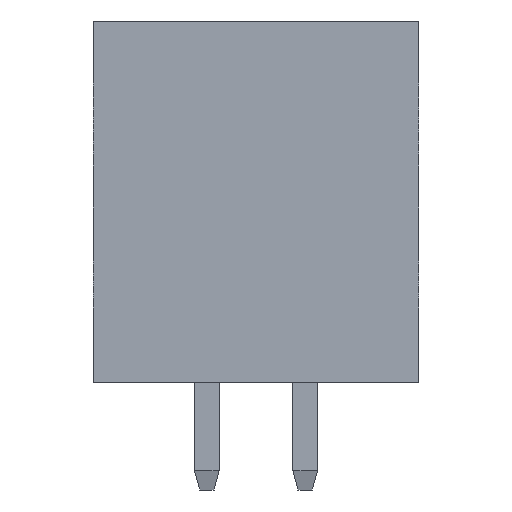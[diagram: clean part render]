
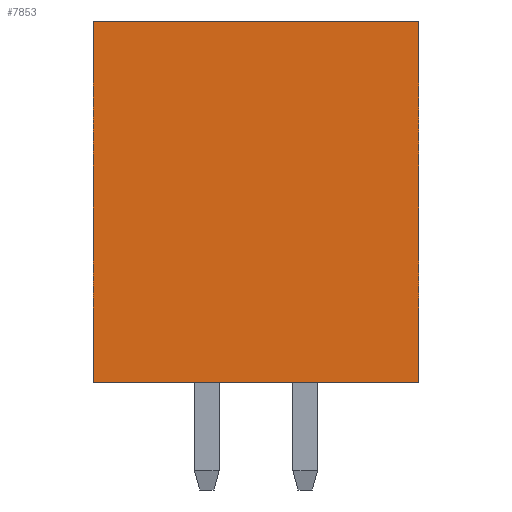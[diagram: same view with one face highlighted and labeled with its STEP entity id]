
A CAD part, left-side view. The second image highlights one B-rep face of the part: STEP entity #7853.
In plain terms, the highlighted planar face has unit normal (-1, 0, 0).
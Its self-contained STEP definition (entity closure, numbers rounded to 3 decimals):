
#154 = ORIENTED_EDGE ( 'NONE', *, *, #6371, .T. ) ;
#258 = VECTOR ( 'NONE', #417, 1000. ) ;
#335 = DIRECTION ( 'NONE',  ( 0., 1., 0. ) ) ;
#417 = DIRECTION ( 'NONE',  ( 0., 0., -1. ) ) ;
#1313 = LINE ( 'NONE', #2762, #3699 ) ;
#1332 = VERTEX_POINT ( 'NONE', #6919 ) ;
#2015 = VERTEX_POINT ( 'NONE', #5561 ) ;
#2524 = LINE ( 'NONE', #5441, #6649 ) ;
#2564 = DIRECTION ( 'NONE',  ( 0., 0., -1. ) ) ;
#2762 = CARTESIAN_POINT ( 'NONE',  ( 0., 8.4, 0. ) ) ;
#2919 = CARTESIAN_POINT ( 'NONE',  ( 0., 8.4, 0. ) ) ;
#3699 = VECTOR ( 'NONE', #5686, 1000. ) ;
#3850 = ORIENTED_EDGE ( 'NONE', *, *, #4118, .T. ) ;
#4118 = EDGE_CURVE ( 'NONE', #5944, #2015, #1313, .T. ) ;
#4329 = VECTOR ( 'NONE', #2564, 1000. ) ;
#4344 = CARTESIAN_POINT ( 'NONE',  ( 0., 8.4, 9.3 ) ) ;
#4856 = PLANE ( 'NONE',  #8172 ) ;
#5441 = CARTESIAN_POINT ( 'NONE',  ( 0., 8.4, 9.3 ) ) ;
#5477 = CARTESIAN_POINT ( 'NONE',  ( 0., 8.4, 0. ) ) ;
#5561 = CARTESIAN_POINT ( 'NONE',  ( 0., 0., 0. ) ) ;
#5679 = DIRECTION ( 'NONE',  ( -1., 0., 0. ) ) ;
#5686 = DIRECTION ( 'NONE',  ( 0., -1., 0. ) ) ;
#5736 = ORIENTED_EDGE ( 'NONE', *, *, #7656, .T. ) ;
#5944 = VERTEX_POINT ( 'NONE', #2919 ) ;
#6195 = LINE ( 'NONE', #7760, #4329 ) ;
#6214 = VERTEX_POINT ( 'NONE', #4344 ) ;
#6371 = EDGE_CURVE ( 'NONE', #1332, #6214, #2524, .T. ) ;
#6649 = VECTOR ( 'NONE', #335, 1000. ) ;
#6919 = CARTESIAN_POINT ( 'NONE',  ( 0., 0., 9.3 ) ) ;
#6990 = LINE ( 'NONE', #8473, #258 ) ;
#7204 = EDGE_LOOP ( 'NONE', ( #154, #5736, #3850, #7753 ) ) ;
#7656 = EDGE_CURVE ( 'NONE', #6214, #5944, #6990, .T. ) ;
#7753 = ORIENTED_EDGE ( 'NONE', *, *, #9377, .F. ) ;
#7759 = DIRECTION ( 'NONE',  ( 0., 0., 1. ) ) ;
#7760 = CARTESIAN_POINT ( 'NONE',  ( 0., 0., 0. ) ) ;
#7853 = ADVANCED_FACE ( 'NONE', ( #8439 ), #4856, .T. ) ;
#8172 = AXIS2_PLACEMENT_3D ( 'NONE', #5477, #5679, #7759 ) ;
#8439 = FACE_OUTER_BOUND ( 'NONE', #7204, .T. ) ;
#8473 = CARTESIAN_POINT ( 'NONE',  ( 0., 8.4, 0. ) ) ;
#9377 = EDGE_CURVE ( 'NONE', #1332, #2015, #6195, .T. ) ;
